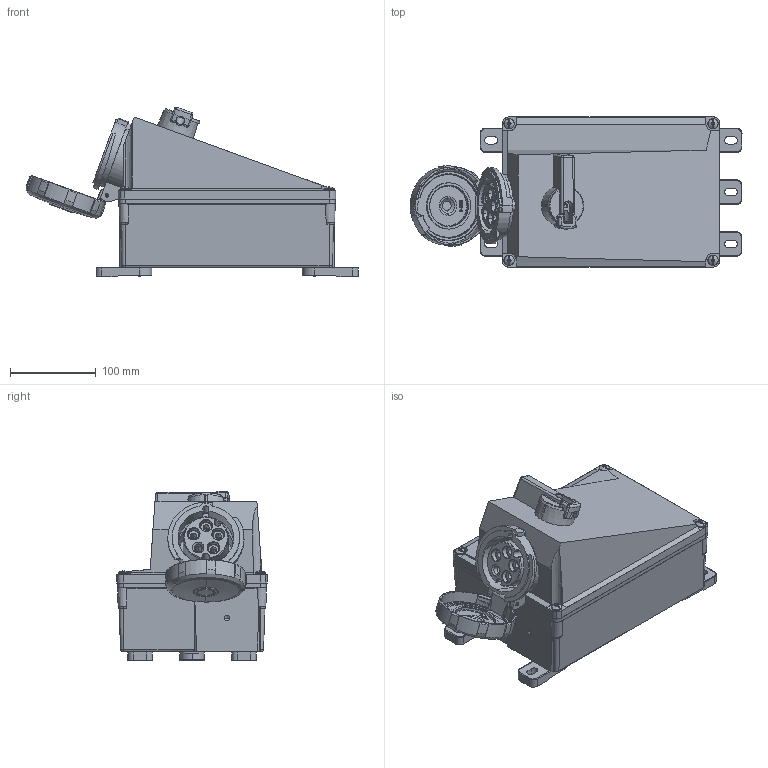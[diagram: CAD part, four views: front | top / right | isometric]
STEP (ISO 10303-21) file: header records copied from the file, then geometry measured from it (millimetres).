
FILE_DESCRIPTION (( 'STEP AP203' ), '1' );
FILE_NAME ('BRY530MI7W.step', '2023-02-15T15:33:06', ( '' ), ( '' ), 'SwSTEP 2.0', 'SolidWorks 2021', '' );
FILE_SCHEMA (( 'CONFIG_CONTROL_DESIGN' ));
Products named in the file (1): BRY530MI7W
Bounding box: 386.4 x 174.75 x 197.35 mm (x, y, z)
Volume: 5316458.8 mm3; surface area: 443231.9 mm2
Topology: 14 solids, 21 shells, 2494 faces, 6699 edges, 4191 vertices
Faces by surface type: plane 869, bspline 743, cylinder 714, cone 168
Entity records: 102359 total; most frequent: CARTESIAN_POINT 46170, ORIENTED_EDGE 13162, DIRECTION 9762, EDGE_CURVE 6581, VERTEX_POINT 4191, AXIS2_PLACEMENT_3D 3507, VECTOR 2748, LINE 2748
